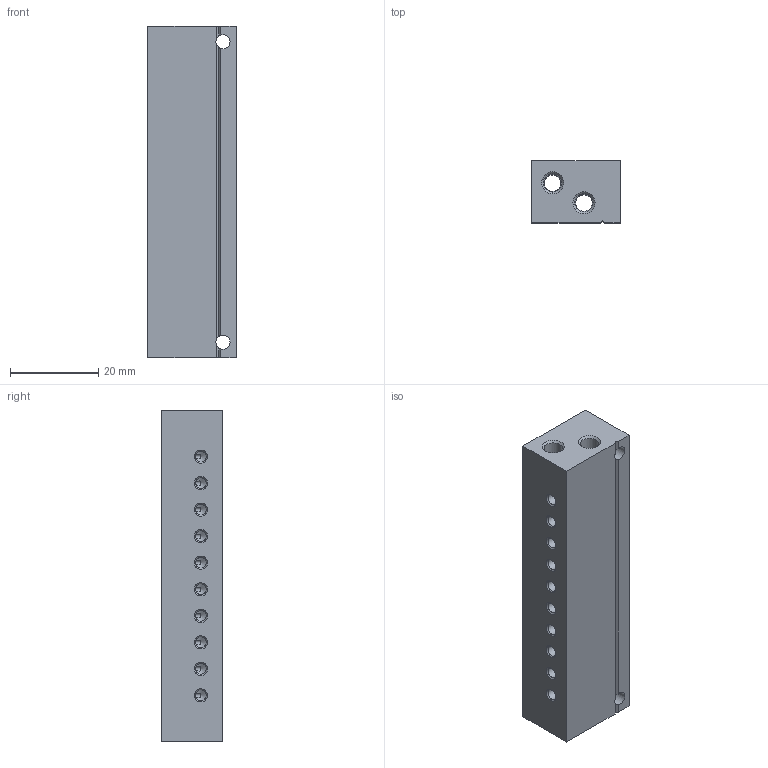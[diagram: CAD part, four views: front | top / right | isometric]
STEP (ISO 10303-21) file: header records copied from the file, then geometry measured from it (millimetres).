
FILE_DESCRIPTION(/* description */ ('STEP AP214'),/* implementation_level */ '2;1');
FILE_NAME(/* name */ '8122794_VABM-C12-6M-M5-M3-10',/* time_stamp */ '2024-09-15T23:38:28+02:00',/* author */ ('License CC BY-ND 4.0'),/* organization */ ('CADENAS'),/* preprocessor_version */ 'ST-DEVELOPER v19.3',/* originating_system */ 'PARTsolutions',/* authorisation */ ' ');
FILE_SCHEMA (('AUTOMOTIVE_DESIGN {1 0 10303 214 3 1 1}'));
Length unit declared in the file: millimetre
Products named in the file (1): 8122794 VABM-C12-6M-M5-M3-10---(high)
Bounding box: 20 x 14 x 75 mm (x, y, z)
Volume: 18254.2 mm3; surface area: 9381.7 mm2
Topology: 1 solids, 1 shells, 222 faces, 518 edges, 331 vertices
Faces by surface type: cylinder 104, plane 68, cone 50
Full cylindrical faces by diameter (mm): 1 x30, 1.2 x20, 1.567 x11, 1.6 x11, 2.459 x10, 2.5 x10, 3.2 x2, 3.8 x2, 4.134 x4, 4.2 x4
Entity records: 5625 total; most frequent: CARTESIAN_POINT 1161, DIRECTION 939, ORIENTED_EDGE 640, FACE_BOUND 488, EDGE_LOOP 477, AXIS2_PLACEMENT_3D 446, EDGE_CURVE 320, VERTEX_POINT 298
